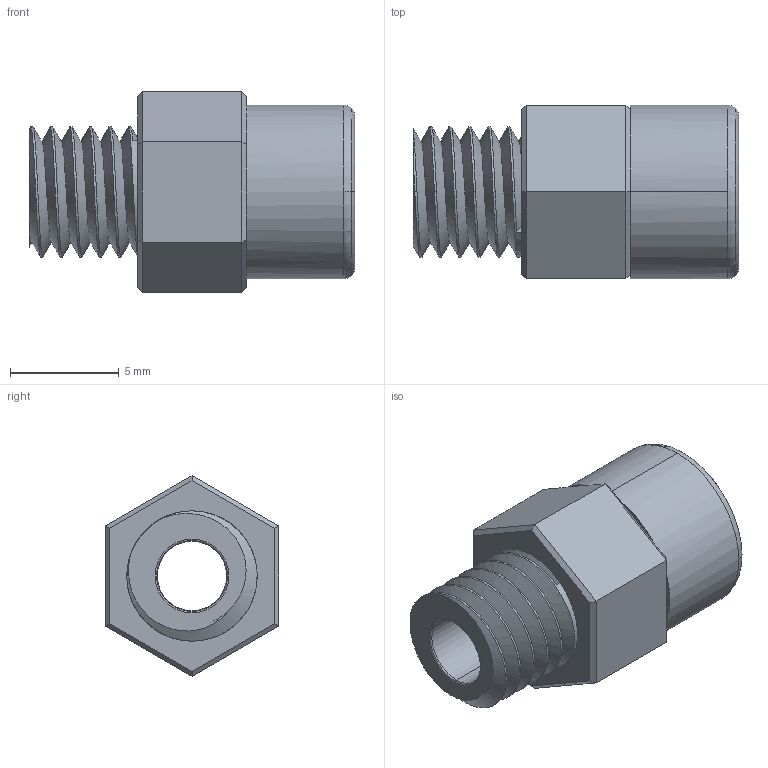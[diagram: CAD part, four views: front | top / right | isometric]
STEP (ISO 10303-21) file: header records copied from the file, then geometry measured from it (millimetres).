
FILE_DESCRIPTION (( 'STEP AP214' ), '1' );
FILE_NAME ('M6 Pneumatic joint.step', '2018-06-21T12:59:20', ( 'User' ), ( 'china' ), 'SwSTEP 2.0', 'SolidWorks 2016', '' );
FILE_SCHEMA (( 'AUTOMOTIVE_DESIGN' ));
Length unit declared in the file: millimetre
Products named in the file (1): M6 Pneumatic joint
Bounding box: 15 x 8 x 9.24 mm (x, y, z)
Volume: 518.4 mm3; surface area: 662 mm2
Topology: 1 solids, 1 shells, 68 faces, 160 edges, 95 vertices
Faces by surface type: plane 34, cylinder 18, torus 12, bspline 4
Entity records: 3662 total; most frequent: CARTESIAN_POINT 2114, ORIENTED_EDGE 320, DIRECTION 307, EDGE_CURVE 160, AXIS2_PLACEMENT_3D 117, VERTEX_POINT 95, VECTOR 73, LINE 73
